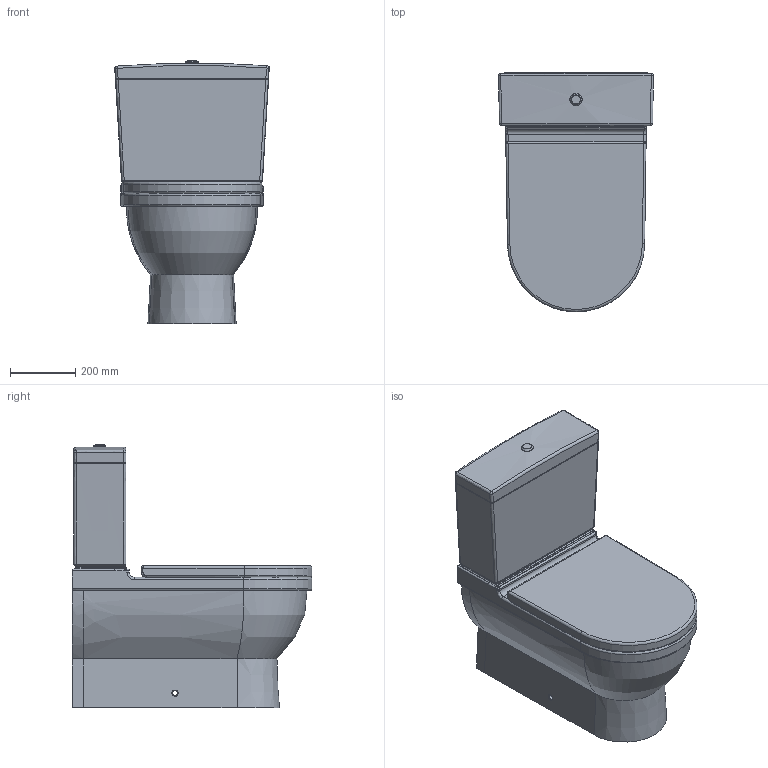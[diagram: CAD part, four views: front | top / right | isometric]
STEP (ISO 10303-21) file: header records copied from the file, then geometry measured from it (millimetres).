
FILE_DESCRIPTION((''),'2;1');
FILE_NAME('210409.stp','2008-07-26T19:51:42',('Huebner'),(''),'Autodesk Inventor 11','Autodesk Inventor 11','');
FILE_SCHEMA(('AUTOMOTIVE_DESIGN { 1 0 10303 214 1 1 1 1 }'));
Length unit declared in the file: millimetre
Products named in the file (5): 210409; 210409_1; 210409_2; Spülkastenstopfen
Assembly tree (4 placements, depth 2):
  210409
    210409
    210409_1
    210409_2
    Spülkastenstopfen
Bounding box: 472.94 x 734.23 x 807.36 mm (x, y, z)
Volume: 82195046.5 mm3; surface area: 2862555.6 mm2
Topology: 4 solids, 4 shells, 250 faces, 552 edges, 323 vertices
Faces by surface type: cylinder 82, bspline 74, plane 69, torus 19, sphere 4, cone 2
Full cylindrical faces by diameter (mm): 15 x3, 20 x4, 26 x2, 26.077 x1, 65 x1, 90 x2, 94.222 x1, 102 x1
Entity records: 14235 total; most frequent: CARTESIAN_POINT 9008, DIRECTION 1036, ORIENTED_EDGE 1032, EDGE_CURVE 516, AXIS2_PLACEMENT_3D 426, VERTEX_POINT 321, EDGE_LOOP 299, FACE_OUTER_BOUND 250
